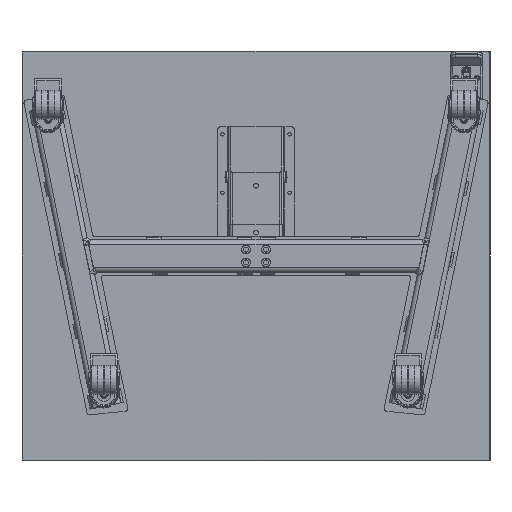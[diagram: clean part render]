
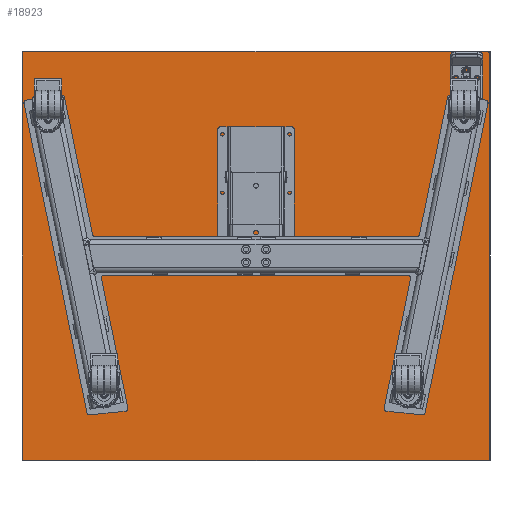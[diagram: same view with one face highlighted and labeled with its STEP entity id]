
A CAD part, front view. The second image highlights one B-rep face of the part: STEP entity #18923.
In plain terms, the highlighted planar face has unit normal (0, -1, 0).
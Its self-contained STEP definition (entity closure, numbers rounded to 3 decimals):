
#649 = CARTESIAN_POINT ( 'NONE',  ( 399., 766.2, 350. ) ) ;
#1457 = VECTOR ( 'NONE', #20946, 1000. ) ;
#1598 = DIRECTION ( 'NONE',  ( 0., -1., 0. ) ) ;
#1656 = VERTEX_POINT ( 'NONE', #32220 ) ;
#2305 = CARTESIAN_POINT ( 'NONE',  ( -399., 766.2, 349. ) ) ;
#3124 = LINE ( 'NONE', #15540, #1457 ) ;
#3355 = DIRECTION ( 'NONE',  ( 1., 0., 0. ) ) ;
#4308 = DIRECTION ( 'NONE',  ( 0., 0., -1. ) ) ;
#5841 = ORIENTED_EDGE ( 'NONE', *, *, #27540, .T. ) ;
#6109 = CARTESIAN_POINT ( 'NONE',  ( 399., 766.2, 349. ) ) ;
#6189 = CARTESIAN_POINT ( 'NONE',  ( 400., 766.2, -349. ) ) ;
#7793 = VERTEX_POINT ( 'NONE', #2305 ) ;
#8246 = VERTEX_POINT ( 'NONE', #13125 ) ;
#9657 = VECTOR ( 'NONE', #29994, 1000. ) ;
#12207 = CARTESIAN_POINT ( 'NONE',  ( 400., 766.2, 350. ) ) ;
#12749 = CARTESIAN_POINT ( 'NONE',  ( -400., 766.2, 349. ) ) ;
#13125 = CARTESIAN_POINT ( 'NONE',  ( 399., 766.2, -349. ) ) ;
#14466 = LINE ( 'NONE', #12749, #14883 ) ;
#14883 = VECTOR ( 'NONE', #20388, 1000. ) ;
#14944 = EDGE_LOOP ( 'NONE', ( #26144, #5841, #21018, #26774 ) ) ;
#15540 = CARTESIAN_POINT ( 'NONE',  ( -399., 766.2, -350. ) ) ;
#17724 = PLANE ( 'NONE',  #29311 ) ;
#18923 = ADVANCED_FACE ( 'NONE', ( #30619 ), #17724, .T. ) ;
#20388 = DIRECTION ( 'NONE',  ( -1., 0., 0. ) ) ;
#20460 = EDGE_CURVE ( 'NONE', #1656, #8246, #24260, .T. ) ;
#20946 = DIRECTION ( 'NONE',  ( 0., 0., -1. ) ) ;
#21018 = ORIENTED_EDGE ( 'NONE', *, *, #20460, .T. ) ;
#24260 = LINE ( 'NONE', #6189, #25927 ) ;
#25212 = LINE ( 'NONE', #649, #9657 ) ;
#25927 = VECTOR ( 'NONE', #3355, 1000. ) ;
#26026 = VERTEX_POINT ( 'NONE', #6109 ) ;
#26144 = ORIENTED_EDGE ( 'NONE', *, *, #31903, .T. ) ;
#26774 = ORIENTED_EDGE ( 'NONE', *, *, #30625, .T. ) ;
#27540 = EDGE_CURVE ( 'NONE', #7793, #1656, #3124, .T. ) ;
#29311 = AXIS2_PLACEMENT_3D ( 'NONE', #12207, #1598, #4308 ) ;
#29994 = DIRECTION ( 'NONE',  ( 0., 0., 1. ) ) ;
#30619 = FACE_OUTER_BOUND ( 'NONE', #14944, .T. ) ;
#30625 = EDGE_CURVE ( 'NONE', #8246, #26026, #25212, .T. ) ;
#31903 = EDGE_CURVE ( 'NONE', #26026, #7793, #14466, .T. ) ;
#32220 = CARTESIAN_POINT ( 'NONE',  ( -399., 766.2, -349. ) ) ;
